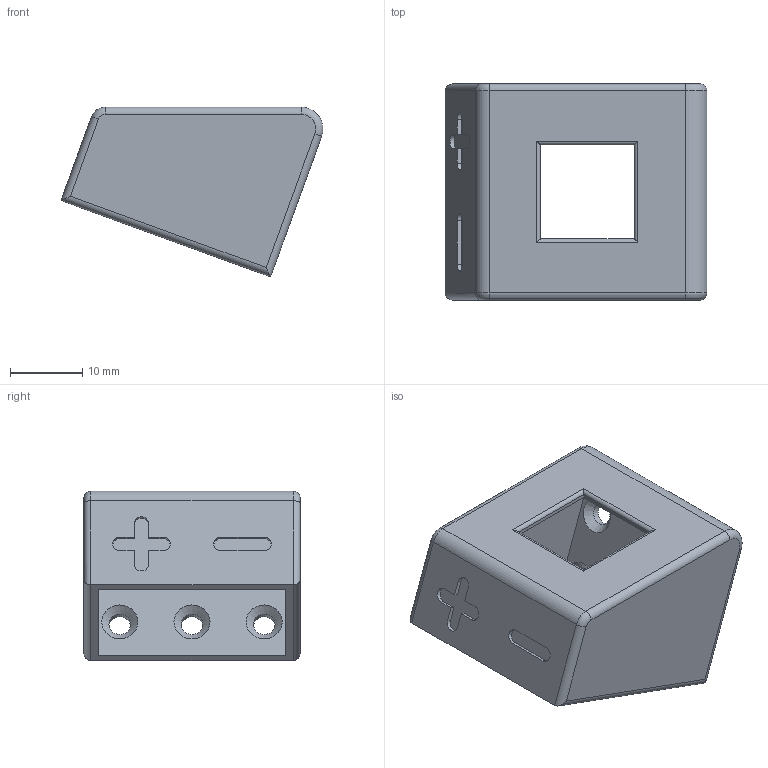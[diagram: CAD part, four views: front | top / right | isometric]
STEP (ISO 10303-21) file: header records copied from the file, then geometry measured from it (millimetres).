
FILE_DESCRIPTION(('STEP AP203'), '1');
FILE_NAME('êðåïëåíèå ýíêîäåðà', '', ('UNSPECIFIED'), ('UNSPECIFIED'), 'C3D Converter', 'C3D Toolkit', '');
FILE_SCHEMA(('CONFIG_CONTROL_DESIGN'));
Length unit declared in the file: millimetre
Bounding box: 36.28 x 30 x 23.49 mm (x, y, z)
Volume: 5351.8 mm3; surface area: 5655.7 mm2
Topology: 1 solids, 1 shells, 68 faces, 164 edges, 101 vertices
Faces by surface type: plane 32, cylinder 27, cone 5, torus 4
Full cylindrical faces by diameter (mm): 3 x5
Entity records: 2508 total; most frequent: CARTESIAN_POINT 348, DIRECTION 331, ORIENTED_EDGE 308, EDGE_CURVE 154, AXIS2_PLACEMENT_3D 116, VERTEX_POINT 101, LINE 99, VECTOR 99
